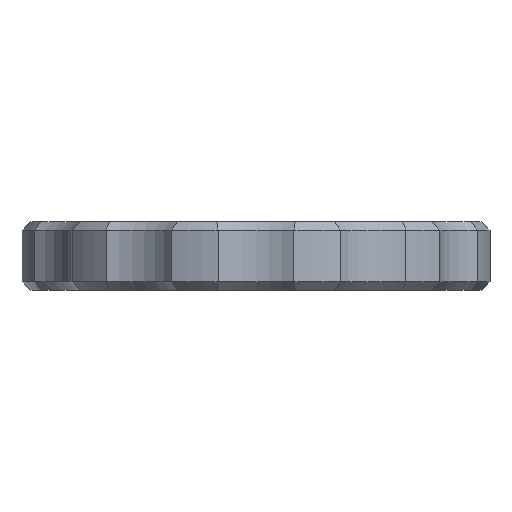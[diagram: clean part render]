
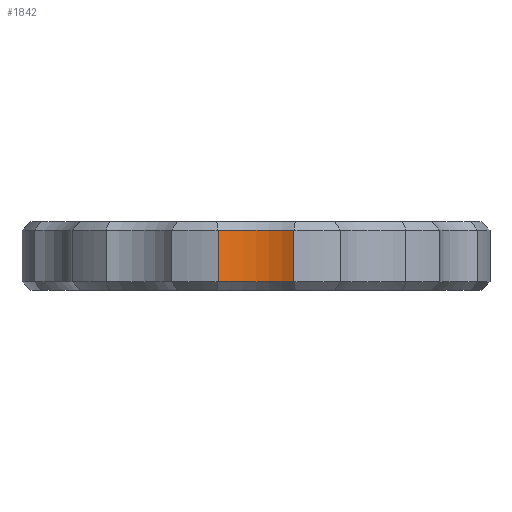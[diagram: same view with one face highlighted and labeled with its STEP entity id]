
A CAD part, left-side view. The second image highlights one B-rep face of the part: STEP entity #1842.
In plain terms, the highlighted cylindrical face has radius 9 mm (diameter 18 mm), a partial arc.
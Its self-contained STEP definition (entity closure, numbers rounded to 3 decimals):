
#123=CIRCLE('',#1983,9.);
#155=CIRCLE('',#2032,9.);
#278=FACE_OUTER_BOUND('',#399,.T.);
#399=EDGE_LOOP('',(#1344,#1345,#1346,#1347));
#602=LINE('',#3537,#669);
#603=LINE('',#3541,#670);
#669=VECTOR('',#2402,10.);
#670=VECTOR('',#2407,10.);
#773=VERTEX_POINT('',#3392);
#775=VERTEX_POINT('',#3401);
#805=VERTEX_POINT('',#3536);
#806=VERTEX_POINT('',#3540);
#966=EDGE_CURVE('',#773,#775,#123,.T.);
#1013=EDGE_CURVE('',#775,#805,#602,.T.);
#1015=EDGE_CURVE('',#806,#773,#603,.T.);
#1016=EDGE_CURVE('',#805,#806,#155,.T.);
#1344=ORIENTED_EDGE('',*,*,#966,.F.);
#1345=ORIENTED_EDGE('',*,*,#1015,.F.);
#1346=ORIENTED_EDGE('',*,*,#1016,.F.);
#1347=ORIENTED_EDGE('',*,*,#1013,.F.);
#1765=CYLINDRICAL_SURFACE('',#2031,9.);
#1842=ADVANCED_FACE('',(#278),#1765,.F.);
#1983=AXIS2_PLACEMENT_3D('',#3402,#2306,#2307);
#2031=AXIS2_PLACEMENT_3D('',#3539,#2405,#2406);
#2032=AXIS2_PLACEMENT_3D('',#3542,#2408,#2409);
#2306=DIRECTION('center_axis',(0.,0.,1.));
#2307=DIRECTION('ref_axis',(1.,0.,0.));
#2402=DIRECTION('',(0.,0.,1.));
#2405=DIRECTION('center_axis',(0.,0.,1.));
#2406=DIRECTION('ref_axis',(1.,0.,0.));
#2407=DIRECTION('',(0.,0.,-1.));
#2408=DIRECTION('center_axis',(0.,0.,-1.));
#2409=DIRECTION('ref_axis',(1.,0.,0.));
#3392=CARTESIAN_POINT('',(-27.146,-4.396,1.));
#3401=CARTESIAN_POINT('',(-27.146,4.396,1.));
#3402=CARTESIAN_POINT('Origin',(-35.,0.,1.));
#3536=CARTESIAN_POINT('',(-27.146,4.396,7.));
#3537=CARTESIAN_POINT('',(-27.146,4.396,0.));
#3539=CARTESIAN_POINT('Origin',(-35.,0.,0.));
#3540=CARTESIAN_POINT('',(-27.146,-4.396,7.));
#3541=CARTESIAN_POINT('',(-27.146,-4.396,0.));
#3542=CARTESIAN_POINT('Origin',(-35.,0.,7.));
